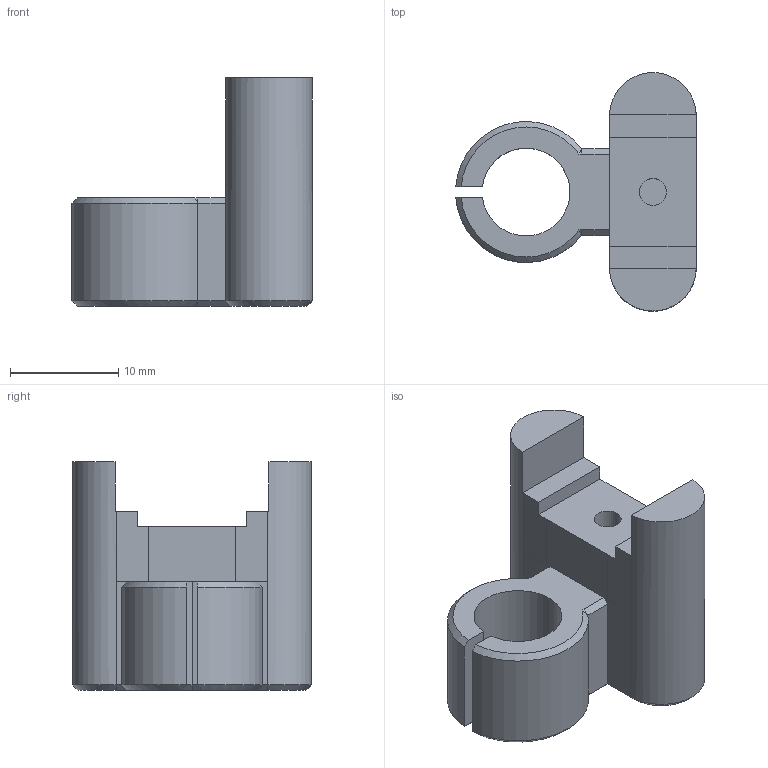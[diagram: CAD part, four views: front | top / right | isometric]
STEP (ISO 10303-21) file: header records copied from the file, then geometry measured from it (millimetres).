
FILE_DESCRIPTION(('FreeCAD Model'),'2;1');
FILE_NAME('3D_Halter.step','2016-02-15T14:03:33',( 'Author'),(''),'Open CASCADE STEP processor 6.8','FreeCAD','Unknown' );
FILE_SCHEMA(('AUTOMOTIVE_DESIGN_CC2 { 1 2 10303 214 -1 1 5 4 }'));
Length unit declared in the file: millimetre
Products named in the file (1): Chamfer009
Bounding box: 22.18 x 22 x 21.1 mm (x, y, z)
Volume: 3618.5 mm3; surface area: 2229.4 mm2
Topology: 1 solids, 1 shells, 54 faces, 133 edges, 83 vertices
Faces by surface type: plane 38, cone 8, cylinder 8
Full cylindrical faces by diameter (mm): 1.4 x1, 2.5 x1
Entity records: 3429 total; most frequent: CARTESIAN_POINT 835, DIRECTION 457, LINE 267, VECTOR 267, ORIENTED_EDGE 266, PCURVE 266, DEFINITIONAL_REPRESENTATION 266, EDGE_CURVE 133
